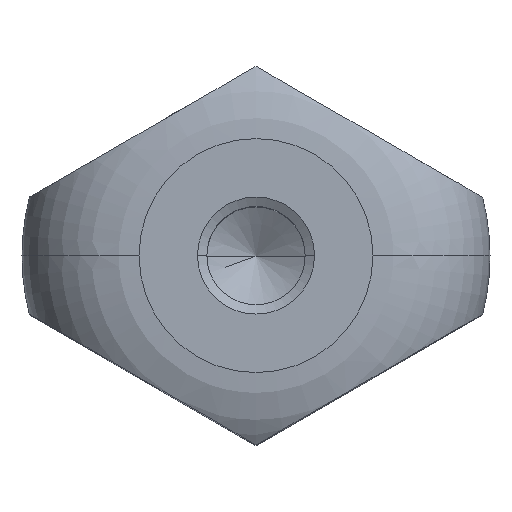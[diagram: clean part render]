
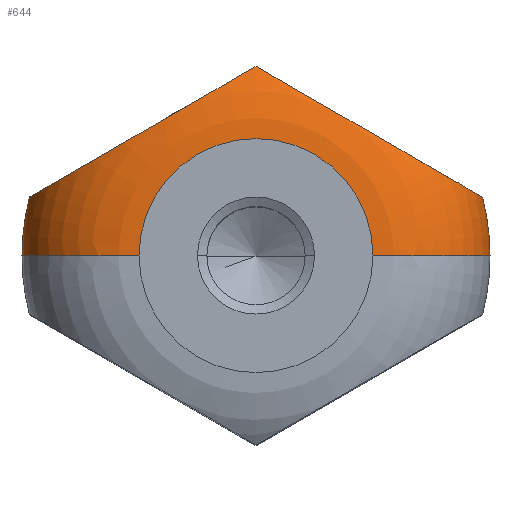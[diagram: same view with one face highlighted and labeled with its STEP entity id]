
A CAD part, top view. The second image highlights one B-rep face of the part: STEP entity #644.
In plain terms, the highlighted toroidal (fillet/blend) face has major radius 5 mm and minor radius 5 mm.
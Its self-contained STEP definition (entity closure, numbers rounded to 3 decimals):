
#238=VERTEX_POINT('',#676);
#246=EDGE_CURVE('',#238,#634,#684,.T.);
#316=VERTEX_POINT('',#757);
#336=VERTEX_POINT('',#779);
#360=EDGE_CURVE('',#388,#422,#809,.T.);
#388=VERTEX_POINT('',#843);
#416=EDGE_CURVE('',#336,#316,#871,.T.);
#422=VERTEX_POINT('',#877);
#440=EDGE_CURVE('',#586,#422,#898,.T.);
#538=EDGE_CURVE('',#586,#238,#1006,.T.);
#586=VERTEX_POINT('',#1060);
#620=EDGE_CURVE('',#634,#336,#1101,.T.);
#630=EDGE_CURVE('',#316,#388,#1111,.T.);
#634=VERTEX_POINT('',#1116);
#644=ADVANCED_FACE('',(#1126),#1127,.T.);
#676=CARTESIAN_POINT('',(10.,0.,15.0));
#684=CIRCLE('',#1162,10.);
#757=CARTESIAN_POINT('',(-9.682,2.5,15.0));
#779=CARTESIAN_POINT('',(0.,8.09,18.931));
#809=CIRCLE('',#1416,5.0);
#843=CARTESIAN_POINT('',(-10.,0.,15.0));
#871=B_SPLINE_CURVE_WITH_KNOTS('',3,(#1509,#1510,#1511,#1512,#1513,#1514,#1515,#1516,#1517,#1518,#1519,#1520,#1521,#1522,#1523,#1524,#1525,#1526,#1527,#1528,#1529,#1530,#1531,#1532,#1533,#1534),.UNSPECIFIED.,.F.,.F.,(4,2,2,2,2,2,2,2,2,2,2,2,4),(13.966,14.343,15.511,17.847,20.183,21.351,22.519,23.374,24.23,24.896,25.562,26.166,26.77),.UNSPECIFIED.);
#877=CARTESIAN_POINT('',(-5.,0.,20.0));
#898=CIRCLE('',#1593,5.);
#1006=CIRCLE('',#1796,5.0);
#1060=CARTESIAN_POINT('',(5.,0.,20.0));
#1101=B_SPLINE_CURVE_WITH_KNOTS('',3,(#1931,#1932,#1933,#1934,#1935,#1936,#1937,#1938,#1939,#1940,#1941,#1942,#1943,#1944,#1945,#1946,#1947,#1948,#1949,#1950,#1951,#1952,#1953,#1954,#1955,#1956),.UNSPECIFIED.,.F.,.F.,(4,2,2,2,2,2,2,2,2,2,2,2,4),(8.923,9.527,10.131,10.798,11.464,12.32,13.175,14.343,15.511,17.847,20.183,21.351,21.727),.UNSPECIFIED.);
#1111=CIRCLE('',#1973,10.);
#1116=CARTESIAN_POINT('',(9.682,2.5,15.0));
#1126=FACE_OUTER_BOUND('',#1992,.T.);
#1127=TOROIDAL_SURFACE('',#1993,5.,5.0);
#1162=AXIS2_PLACEMENT_3D('',#2029,#2030,#2031);
#1416=AXIS2_PLACEMENT_3D('',#2156,#2157,#2158);
#1509=CARTESIAN_POINT('',(0.,8.09,18.931));
#1510=CARTESIAN_POINT('',(-0.105,8.029,18.979));
#1511=CARTESIAN_POINT('',(-0.212,7.967,19.023));
#1512=CARTESIAN_POINT('',(-0.659,7.71,19.195));
#1513=CARTESIAN_POINT('',(-1.013,7.505,19.296));
#1514=CARTESIAN_POINT('',(-2.09,6.884,19.524));
#1515=CARTESIAN_POINT('',(-2.829,6.457,19.58));
#1516=CARTESIAN_POINT('',(-4.177,5.678,19.58));
#1517=CARTESIAN_POINT('',(-4.917,5.252,19.524));
#1518=CARTESIAN_POINT('',(-5.994,4.63,19.296));
#1519=CARTESIAN_POINT('',(-6.347,4.426,19.195));
#1520=CARTESIAN_POINT('',(-7.023,4.036,18.935));
#1521=CARTESIAN_POINT('',(-7.344,3.85,18.777));
#1522=CARTESIAN_POINT('',(-7.857,3.554,18.454));
#1523=CARTESIAN_POINT('',(-8.085,3.422,18.285));
#1524=CARTESIAN_POINT('',(-8.509,3.178,17.9));
#1525=CARTESIAN_POINT('',(-8.704,3.065,17.683));
#1526=CARTESIAN_POINT('',(-8.99,2.9,17.297));
#1527=CARTESIAN_POINT('',(-9.115,2.828,17.101));
#1528=CARTESIAN_POINT('',(-9.33,2.704,16.684));
#1529=CARTESIAN_POINT('',(-9.42,2.652,16.464));
#1530=CARTESIAN_POINT('',(-9.547,2.578,16.067));
#1531=CARTESIAN_POINT('',(-9.599,2.548,15.854));
#1532=CARTESIAN_POINT('',(-9.667,2.509,15.421));
#1533=CARTESIAN_POINT('',(-9.682,2.5,15.201));
#1534=CARTESIAN_POINT('',(-9.682,2.5,15.0));
#1593=AXIS2_PLACEMENT_3D('',#2273,#2274,#2275);
#1796=AXIS2_PLACEMENT_3D('',#2393,#2394,#2395);
#1931=CARTESIAN_POINT('',(9.682,2.5,15.0));
#1932=CARTESIAN_POINT('',(9.682,2.5,15.201));
#1933=CARTESIAN_POINT('',(9.667,2.509,15.421));
#1934=CARTESIAN_POINT('',(9.599,2.548,15.854));
#1935=CARTESIAN_POINT('',(9.547,2.578,16.067));
#1936=CARTESIAN_POINT('',(9.42,2.652,16.464));
#1937=CARTESIAN_POINT('',(9.33,2.704,16.684));
#1938=CARTESIAN_POINT('',(9.115,2.828,17.101));
#1939=CARTESIAN_POINT('',(8.99,2.9,17.297));
#1940=CARTESIAN_POINT('',(8.704,3.065,17.683));
#1941=CARTESIAN_POINT('',(8.509,3.178,17.9));
#1942=CARTESIAN_POINT('',(8.085,3.422,18.285));
#1943=CARTESIAN_POINT('',(7.857,3.554,18.454));
#1944=CARTESIAN_POINT('',(7.344,3.85,18.777));
#1945=CARTESIAN_POINT('',(7.023,4.036,18.935));
#1946=CARTESIAN_POINT('',(6.347,4.426,19.195));
#1947=CARTESIAN_POINT('',(5.994,4.63,19.296));
#1948=CARTESIAN_POINT('',(4.917,5.252,19.524));
#1949=CARTESIAN_POINT('',(4.177,5.678,19.58));
#1950=CARTESIAN_POINT('',(2.829,6.457,19.58));
#1951=CARTESIAN_POINT('',(2.09,6.884,19.524));
#1952=CARTESIAN_POINT('',(1.013,7.505,19.296));
#1953=CARTESIAN_POINT('',(0.659,7.71,19.195));
#1954=CARTESIAN_POINT('',(0.212,7.967,19.023));
#1955=CARTESIAN_POINT('',(0.105,8.029,18.979));
#1956=CARTESIAN_POINT('',(0.,8.09,18.931));
#1973=AXIS2_PLACEMENT_3D('',#2531,#2532,#2533);
#1992=EDGE_LOOP('',(#2550,#2551,#2552,#2553,#2554,#2555,#2556));
#1993=AXIS2_PLACEMENT_3D('',#2557,#2558,#2559);
#2029=CARTESIAN_POINT('',(0.0,0.,15.0));
#2030=DIRECTION('',(0.0,0.0,1.0));
#2031=DIRECTION('',(-1.0,0.,0.0));
#2156=CARTESIAN_POINT('',(-5.,0.,15.0));
#2157=DIRECTION('',(0.,1.0,-0.0));
#2158=DIRECTION('',(-1.0,0.,0.0));
#2273=CARTESIAN_POINT('',(0.0,0.,20.0));
#2274=DIRECTION('',(0.0,0.0,1.0));
#2275=DIRECTION('',(-1.0,0.,0.0));
#2393=CARTESIAN_POINT('',(5.,0.,15.0));
#2394=DIRECTION('',(0.,1.0,0.0));
#2395=DIRECTION('',(1.0,0.,0.0));
#2531=CARTESIAN_POINT('',(0.0,0.,15.0));
#2532=DIRECTION('',(0.0,0.0,1.0));
#2533=DIRECTION('',(-1.0,0.,0.0));
#2550=ORIENTED_EDGE('',*,*,#360,.T.);
#2551=ORIENTED_EDGE('',*,*,#440,.F.);
#2552=ORIENTED_EDGE('',*,*,#538,.T.);
#2553=ORIENTED_EDGE('',*,*,#246,.T.);
#2554=ORIENTED_EDGE('',*,*,#620,.T.);
#2555=ORIENTED_EDGE('',*,*,#416,.T.);
#2556=ORIENTED_EDGE('',*,*,#630,.T.);
#2557=CARTESIAN_POINT('',(0.0,0.,15.0));
#2558=DIRECTION('',(0.0,0.0,1.0));
#2559=DIRECTION('',(-1.0,0.,0.0));
